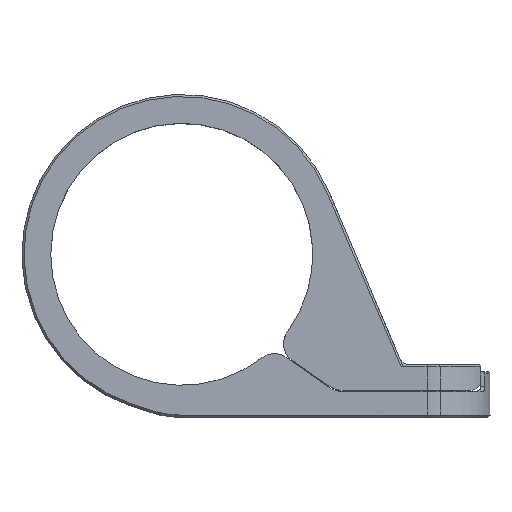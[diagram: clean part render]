
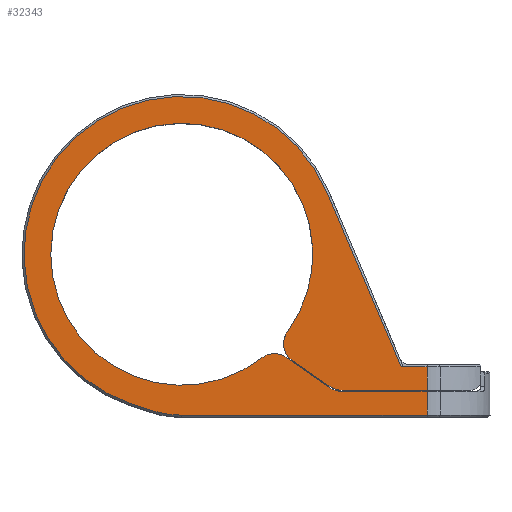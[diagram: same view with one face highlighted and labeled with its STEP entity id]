
A CAD part, top view. The second image highlights one B-rep face of the part: STEP entity #32343.
In plain terms, the highlighted planar face has unit normal (0, 0, 1).
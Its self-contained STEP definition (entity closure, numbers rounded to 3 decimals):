
#7092=CARTESIAN_POINT('',(0.,0.,6.45));
#7093=DIRECTION('',(0.,0.,-1.));
#7094=DIRECTION('',(0.611,-0.792,0.));
#7095=AXIS2_PLACEMENT_3D('',#7092,#7093,#7094);
#7418=CARTESIAN_POINT('',(15.466,-11.3,6.45));
#7419=DIRECTION('',(0.,0.,-1.));
#7420=DIRECTION('',(0.,-1.,0.));
#7421=AXIS2_PLACEMENT_3D('',#7418,#7419,#7420);
#7423=DIRECTION('',(1.,0.,0.));
#7424=VECTOR('',#7423,23.784);
#7425=CARTESIAN_POINT('',(0.,-15.6,6.45));
#7426=LINE('',#7425,#7424);
#7427=CARTESIAN_POINT('',(0.,-5.8,6.45));
#7428=DIRECTION('',(0.,0.,1.));
#7429=DIRECTION('',(-0.317,-0.948,0.));
#7430=AXIS2_PLACEMENT_3D('',#7427,#7428,#7429);
#7432=DIRECTION('',(0.948,-0.317,0.));
#7433=VECTOR('',#7432,1.841);
#7434=CARTESIAN_POINT('',(-4.857,-14.509,6.45));
#7435=LINE('',#7434,#7433);
#7436=CARTESIAN_POINT('',(0.,0.,6.45));
#7437=DIRECTION('',(0.,0.,1.));
#7438=DIRECTION('',(0.92,0.392,0.));
#7439=AXIS2_PLACEMENT_3D('',#7436,#7437,#7438);
#7441=DIRECTION('',(-0.392,0.92,0.));
#7442=VECTOR('',#7441,18.359);
#7443=CARTESIAN_POINT('',(21.268,-10.9,6.45));
#7444=LINE('',#7443,#7442);
#7445=DIRECTION('',(0.,1.,0.));
#7446=VECTOR('',#7445,2.3);
#7447=CARTESIAN_POINT('',(23.784,-13.2,6.45));
#7448=LINE('',#7447,#7446);
#7449=DIRECTION('',(1.,0.,0.));
#7450=VECTOR('',#7449,8.034);
#7451=CARTESIAN_POINT('',(15.75,-13.2,6.45));
#7452=LINE('',#7451,#7450);
#7453=CARTESIAN_POINT('',(15.75,-10.4,6.45));
#7454=DIRECTION('',(0.,0.,1.));
#7455=DIRECTION('',(-0.574,-0.819,0.));
#7456=AXIS2_PLACEMENT_3D('',#7453,#7454,#7455);
#7458=DIRECTION('',(0.819,-0.574,0.));
#7459=VECTOR('',#7458,4.17);
#7460=CARTESIAN_POINT('',(10.729,-10.302,6.45));
#7461=LINE('',#7460,#7459);
#7462=CARTESIAN_POINT('',(11.876,-8.664,6.45));
#7463=DIRECTION('',(0.,0.,1.));
#7464=DIRECTION('',(-0.808,0.589,0.));
#7465=AXIS2_PLACEMENT_3D('',#7462,#7463,#7464);
#7467=CARTESIAN_POINT('',(8.978,-11.64,6.45));
#7468=DIRECTION('',(0.,0.,1.));
#7469=DIRECTION('',(0.574,0.819,0.));
#7470=AXIS2_PLACEMENT_3D('',#7467,#7468,#7469);
#7472=DIRECTION('',(-0.819,0.574,0.));
#7473=VECTOR('',#7472,5.12);
#7474=CARTESIAN_POINT('',(14.319,-12.938,6.45));
#7475=LINE('',#7474,#7473);
#7476=DIRECTION('',(-1.,0.,0.));
#7477=VECTOR('',#7476,8.318);
#7478=CARTESIAN_POINT('',(23.784,-13.3,6.45));
#7479=LINE('',#7478,#7477);
#7480=DIRECTION('',(0.,1.,0.));
#7481=VECTOR('',#7480,2.3);
#7482=CARTESIAN_POINT('',(23.784,-15.6,6.45));
#7483=LINE('',#7482,#7481);
#12104=DIRECTION('',(-1.,0.,0.));
#12105=VECTOR('',#12104,2.516);
#12106=CARTESIAN_POINT('',(23.784,-10.9,6.45));
#12107=LINE('',#12106,#12105);
#17986=CARTESIAN_POINT('',(10.125,-10.002,6.45));
#17987=VERTEX_POINT('',#17986);
#17988=CARTESIAN_POINT('',(7.757,-10.056,6.45));
#17989=VERTEX_POINT('',#17988);
#17994=CARTESIAN_POINT('',(10.26,-7.485,6.45));
#17995=CARTESIAN_POINT('',(10.729,-10.302,6.45));
#17996=VERTEX_POINT('',#17994);
#17997=VERTEX_POINT('',#17995);
#18010=CARTESIAN_POINT('',(14.144,-12.694,6.45));
#18011=VERTEX_POINT('',#18010);
#18012=CARTESIAN_POINT('',(15.75,-13.2,6.45));
#18013=VERTEX_POINT('',#18012);
#18015=CARTESIAN_POINT('',(14.319,-12.938,6.45));
#18017=VERTEX_POINT('',#18015);
#18019=CARTESIAN_POINT('',(15.466,-13.3,6.45));
#18021=VERTEX_POINT('',#18019);
#18130=CARTESIAN_POINT('',(23.784,-13.3,6.45));
#18132=VERTEX_POINT('',#18130);
#18135=CARTESIAN_POINT('',(23.784,-13.2,6.45));
#18137=VERTEX_POINT('',#18135);
#18144=CARTESIAN_POINT('',(23.784,-10.9,6.45));
#18145=VERTEX_POINT('',#18144);
#21989=CARTESIAN_POINT('',(23.784,-15.6,6.45));
#21990=VERTEX_POINT('',#21989);
#21993=CARTESIAN_POINT('',(0.,-15.6,6.45));
#21994=VERTEX_POINT('',#21993);
#21997=CARTESIAN_POINT('',(-3.111,-15.093,6.45));
#21998=VERTEX_POINT('',#21997);
#22001=CARTESIAN_POINT('',(-4.857,-14.509,6.45));
#22002=VERTEX_POINT('',#22001);
#22005=CARTESIAN_POINT('',(14.078,5.992,6.45));
#22006=VERTEX_POINT('',#22005);
#22009=CARTESIAN_POINT('',(21.268,-10.9,6.45));
#22010=VERTEX_POINT('',#22009);
#32311=CARTESIAN_POINT('',(0.,0.,6.45));
#32312=DIRECTION('',(0.,0.,1.));
#32313=DIRECTION('',(1.,0.,0.));
#32314=AXIS2_PLACEMENT_3D('',#32311,#32312,#32313);
#32315=PLANE('',#32314);
#32317=ORIENTED_EDGE('',*,*,#32316,.F.);
#32319=ORIENTED_EDGE('',*,*,#32318,.F.);
#32321=ORIENTED_EDGE('',*,*,#32320,.F.);
#32323=ORIENTED_EDGE('',*,*,#32322,.F.);
#32325=ORIENTED_EDGE('',*,*,#32324,.F.);
#32327=ORIENTED_EDGE('',*,*,#32326,.F.);
#32329=ORIENTED_EDGE('',*,*,#32328,.F.);
#32330=ORIENTED_EDGE('',*,*,#31494,.F.);
#32331=ORIENTED_EDGE('',*,*,#31570,.F.);
#32332=ORIENTED_EDGE('',*,*,#31585,.F.);
#32333=ORIENTED_EDGE('',*,*,#31611,.F.);
#32334=ORIENTED_EDGE('',*,*,#31923,.F.);
#32335=ORIENTED_EDGE('',*,*,#31982,.F.);
#32336=ORIENTED_EDGE('',*,*,#32291,.F.);
#32337=ORIENTED_EDGE('',*,*,#32306,.F.);
#32338=ORIENTED_EDGE('',*,*,#30922,.F.);
#32340=ORIENTED_EDGE('',*,*,#32339,.F.);
#32341=EDGE_LOOP('',(#32317,#32319,#32321,#32323,#32325,#32327,#32329,#32330,
#32331,#32332,#32333,#32334,#32335,#32336,#32337,#32338,#32340));
#32342=FACE_OUTER_BOUND('',#32341,.F.);
#32343=ADVANCED_FACE('',(#32342),#32315,.T.);
#7096=CIRCLE('',#7095,12.7);
#7422=CIRCLE('',#7421,2.);
#7431=CIRCLE('',#7430,9.8);
#7440=CIRCLE('',#7439,15.3);
#7457=CIRCLE('',#7456,2.8);
#7466=CIRCLE('',#7465,2.);
#7471=CIRCLE('',#7470,2.);
#30922=EDGE_CURVE('',#18132,#18021,#7479,.T.);
#31494=EDGE_CURVE('',#18013,#18137,#7452,.T.);
#31570=EDGE_CURVE('',#18011,#18013,#7457,.T.);
#31585=EDGE_CURVE('',#17997,#18011,#7461,.T.);
#31611=EDGE_CURVE('',#17996,#17997,#7466,.T.);
#31923=EDGE_CURVE('',#17989,#17996,#7096,.T.);
#31982=EDGE_CURVE('',#17987,#17989,#7471,.T.);
#32291=EDGE_CURVE('',#18017,#17987,#7475,.T.);
#32306=EDGE_CURVE('',#18021,#18017,#7422,.T.);
#32316=EDGE_CURVE('',#21994,#21990,#7426,.T.);
#32318=EDGE_CURVE('',#21998,#21994,#7431,.T.);
#32320=EDGE_CURVE('',#22002,#21998,#7435,.T.);
#32322=EDGE_CURVE('',#22006,#22002,#7440,.T.);
#32324=EDGE_CURVE('',#22010,#22006,#7444,.T.);
#32326=EDGE_CURVE('',#18145,#22010,#12107,.T.);
#32328=EDGE_CURVE('',#18137,#18145,#7448,.T.);
#32339=EDGE_CURVE('',#21990,#18132,#7483,.T.);
